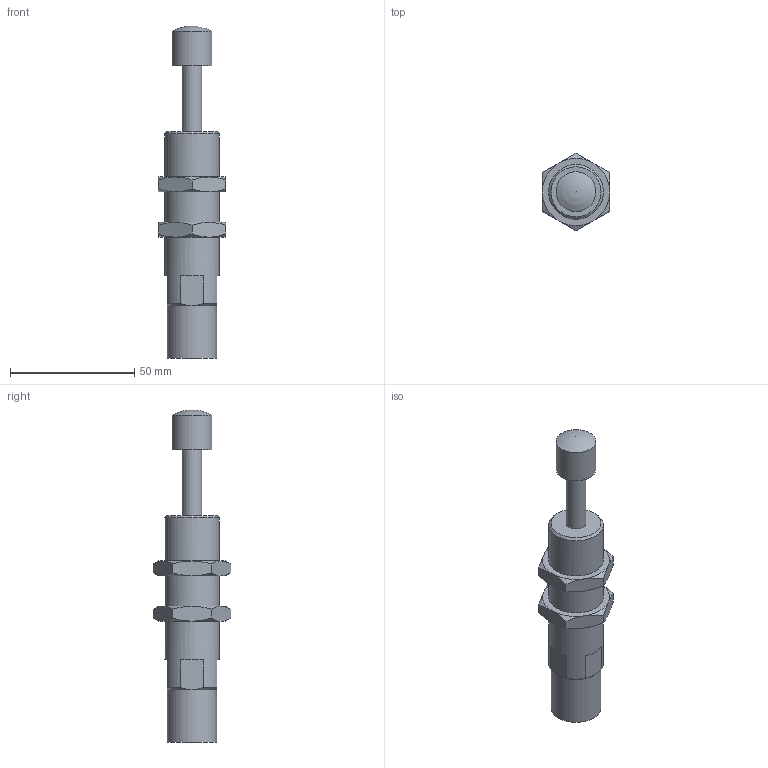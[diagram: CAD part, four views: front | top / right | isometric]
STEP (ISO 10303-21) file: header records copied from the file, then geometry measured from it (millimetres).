
FILE_DESCRIPTION(/* description */ ('STEP AP214'),/* implementation_level */ '2;1');
FILE_NAME(/* name */ '191197_YSRW-16-26',/* time_stamp */ '2024-09-12T11:25:02+02:00',/* author */ ('License CC BY-ND 4.0'),/* organization */ ('CADENAS'),/* preprocessor_version */ 'ST-DEVELOPER v19.3',/* originating_system */ 'PARTsolutions',/* authorisation */ ' ');
FILE_SCHEMA (('AUTOMOTIVE_DESIGN {1 0 10303 214 3 1 1}'));
Length unit declared in the file: millimetre
Products named in the file (3): 191197 YSRW-16-26---(26); 191197 YSRW-16-26---(2601); 191197 YSRW-16-26M
Assembly tree (3 placements, depth 2):
  191197 YSRW-16-26---(26)
    191197 YSRW-16-26---(2601)
    191197 YSRW-16-26M  x2
Bounding box: 27 x 31.18 x 133.5 mm (x, y, z)
Volume: 40528.7 mm3; surface area: 11378.8 mm2
Topology: 3 solids, 3 shells, 67 faces, 146 edges, 86 vertices
Faces by surface type: cone 33, plane 27, cylinder 6, sphere 1
Full cylindrical faces by diameter (mm): 8 x1, 16 x1, 20 x1, 20.917 x2, 22 x1
Entity records: 1245 total; most frequent: CARTESIAN_POINT 286, DIRECTION 184, ORIENTED_EDGE 170, EDGE_CURVE 85, AXIS2_PLACEMENT_3D 83, EDGE_LOOP 56, FACE_BOUND 56, VERTEX_POINT 55
